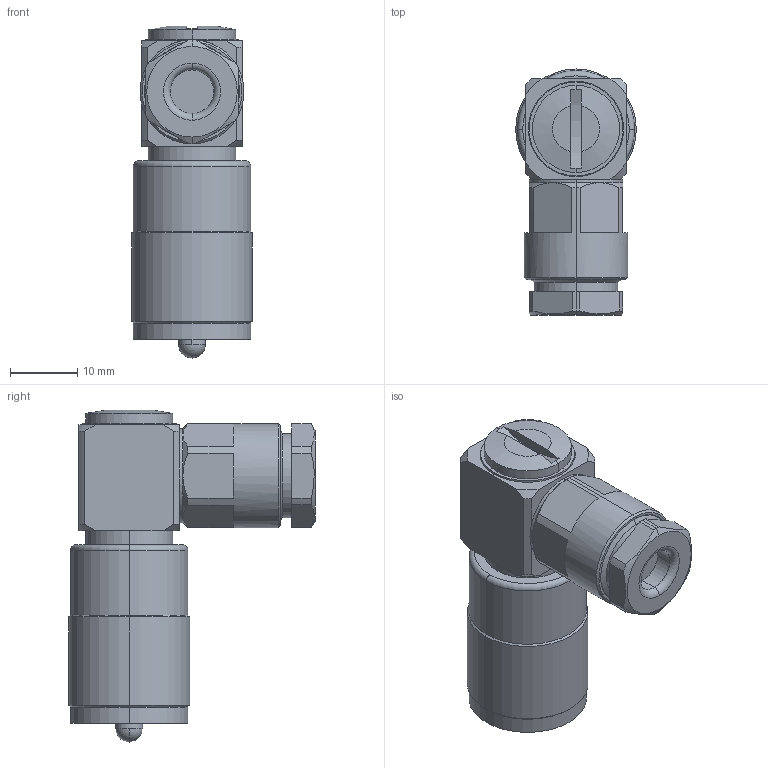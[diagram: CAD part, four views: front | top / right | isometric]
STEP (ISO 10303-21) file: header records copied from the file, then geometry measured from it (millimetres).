
FILE_DESCRIPTION (( 'STEP AP214' ), '1' );
FILE_NAME ('J01040A0014.STEP', '2019-07-10T09:16:59', ( '' ), ( '' ), 'SwSTEP 2.0', 'SolidWorks 2018', '' );
FILE_SCHEMA (( 'AUTOMOTIVE_DESIGN' ));
Length unit declared in the file: millimetre
Products named in the file (1): J01040A0014
Bounding box: 18 x 36.73 x 49.5 mm (x, y, z)
Volume: 13161.8 mm3; surface area: 4995.7 mm2
Topology: 2 solids, 4 shells, 133 faces, 311 edges, 194 vertices
Faces by surface type: cylinder 50, plane 44, cone 33, torus 4, sphere 2
Entity records: 5418 total; most frequent: CARTESIAN_POINT 935, DIRECTION 674, ORIENTED_EDGE 618, EDGE_CURVE 309, AXIS2_PLACEMENT_3D 281, VERTEX_POINT 194, CIRCLE 147, EDGE_LOOP 145
